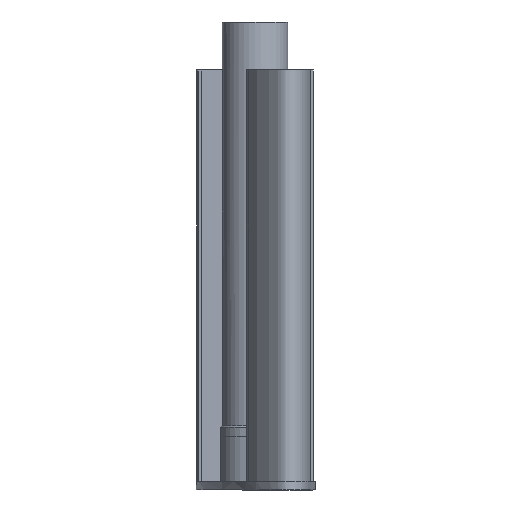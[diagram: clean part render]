
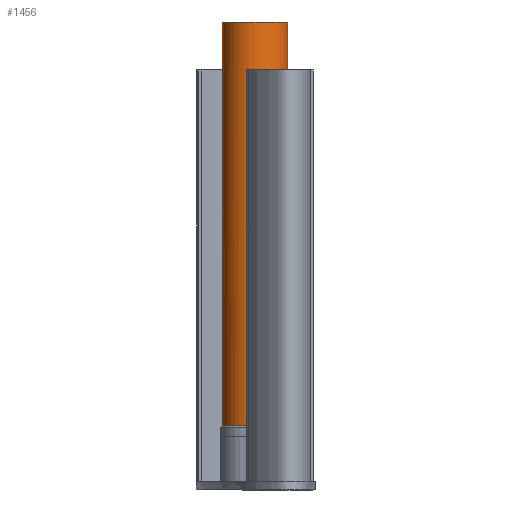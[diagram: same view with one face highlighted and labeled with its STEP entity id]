
A CAD part, left-side view. The second image highlights one B-rep face of the part: STEP entity #1456.
In plain terms, the highlighted cylindrical face has radius 11.75 mm (diameter 23.5 mm), a full revolution.
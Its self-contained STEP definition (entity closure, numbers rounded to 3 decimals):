
#150=CYLINDRICAL_SURFACE('',#1579,11.75);
#175=FACE_OUTER_BOUND('',#259,.T.);
#259=EDGE_LOOP('',(#1120,#1121,#1122,#1123,#1124,#1125,#1126,#1127,#1128,
#1129,#1130,#1131));
#366=LINE('',#2297,#501);
#382=LINE('',#2554,#517);
#385=LINE('',#2561,#520);
#386=LINE('',#2564,#521);
#387=LINE('',#2567,#522);
#501=VECTOR('',#1760,10.);
#517=VECTOR('',#1780,10.);
#520=VECTOR('',#1787,11.75);
#521=VECTOR('',#1790,10.);
#522=VECTOR('',#1793,10.);
#616=CIRCLE('',#1560,11.75);
#617=CIRCLE('',#1561,11.75);
#620=CIRCLE('',#1566,11.75);
#626=CIRCLE('',#1580,11.75);
#627=CIRCLE('',#1581,11.75);
#628=CIRCLE('',#1582,11.75);
#668=VERTEX_POINT('',#2239);
#671=VERTEX_POINT('',#2246);
#672=VERTEX_POINT('',#2250);
#675=VERTEX_POINT('',#2260);
#678=VERTEX_POINT('',#2265);
#688=VERTEX_POINT('',#2295);
#704=VERTEX_POINT('',#2553);
#706=VERTEX_POINT('',#2559);
#707=VERTEX_POINT('',#2563);
#708=VERTEX_POINT('',#2565);
#824=EDGE_CURVE('',#672,#671,#616,.T.);
#825=EDGE_CURVE('',#668,#672,#617,.T.);
#832=EDGE_CURVE('',#675,#678,#620,.T.);
#847=EDGE_CURVE('',#671,#688,#366,.T.);
#865=EDGE_CURVE('',#704,#675,#382,.T.);
#868=EDGE_CURVE('',#706,#706,#626,.T.);
#869=EDGE_CURVE('',#706,#672,#385,.T.);
#870=EDGE_CURVE('',#704,#688,#627,.T.);
#871=EDGE_CURVE('',#678,#707,#386,.T.);
#872=EDGE_CURVE('',#708,#707,#628,.T.);
#873=EDGE_CURVE('',#708,#668,#387,.T.);
#1120=ORIENTED_EDGE('',*,*,#868,.F.);
#1121=ORIENTED_EDGE('',*,*,#869,.T.);
#1122=ORIENTED_EDGE('',*,*,#824,.T.);
#1123=ORIENTED_EDGE('',*,*,#847,.T.);
#1124=ORIENTED_EDGE('',*,*,#870,.F.);
#1125=ORIENTED_EDGE('',*,*,#865,.T.);
#1126=ORIENTED_EDGE('',*,*,#832,.T.);
#1127=ORIENTED_EDGE('',*,*,#871,.T.);
#1128=ORIENTED_EDGE('',*,*,#872,.F.);
#1129=ORIENTED_EDGE('',*,*,#873,.T.);
#1130=ORIENTED_EDGE('',*,*,#825,.T.);
#1131=ORIENTED_EDGE('',*,*,#869,.F.);
#1456=ADVANCED_FACE('',(#175),#150,.T.);
#1560=AXIS2_PLACEMENT_3D('',#2251,#1713,#1714);
#1561=AXIS2_PLACEMENT_3D('',#2252,#1715,#1716);
#1566=AXIS2_PLACEMENT_3D('',#2267,#1729,#1730);
#1579=AXIS2_PLACEMENT_3D('',#2558,#1783,#1784);
#1580=AXIS2_PLACEMENT_3D('',#2560,#1785,#1786);
#1581=AXIS2_PLACEMENT_3D('',#2562,#1788,#1789);
#1582=AXIS2_PLACEMENT_3D('',#2566,#1791,#1792);
#1713=DIRECTION('center_axis',(0.,0.,1.));
#1714=DIRECTION('ref_axis',(1.,0.,0.));
#1715=DIRECTION('center_axis',(0.,0.,1.));
#1716=DIRECTION('ref_axis',(1.,0.,0.));
#1729=DIRECTION('center_axis',(0.,0.,1.));
#1730=DIRECTION('ref_axis',(1.,0.,0.));
#1760=DIRECTION('',(0.,0.,1.));
#1780=DIRECTION('',(0.,0.,-1.));
#1783=DIRECTION('center_axis',(0.,0.,1.));
#1784=DIRECTION('ref_axis',(1.,0.,0.));
#1785=DIRECTION('center_axis',(0.,0.,1.));
#1786=DIRECTION('ref_axis',(-1.,0.,0.));
#1787=DIRECTION('',(0.,0.,-1.));
#1788=DIRECTION('center_axis',(0.,0.,-1.));
#1789=DIRECTION('ref_axis',(-1.,0.,0.));
#1790=DIRECTION('',(0.,0.,1.));
#1791=DIRECTION('center_axis',(0.,0.,-1.));
#1792=DIRECTION('ref_axis',(-1.,0.,0.));
#1793=DIRECTION('',(0.,0.,-1.));
#2239=CARTESIAN_POINT('',(97.451,21.877,26.));
#2246=CARTESIAN_POINT('',(97.462,-1.532,26.));
#2250=CARTESIAN_POINT('',(86.739,10.173,26.));
#2251=CARTESIAN_POINT('Origin',(98.489,10.173,26.));
#2252=CARTESIAN_POINT('Origin',(98.489,10.173,26.));
#2260=CARTESIAN_POINT('',(98.448,-1.577,26.));
#2265=CARTESIAN_POINT('',(98.489,21.923,26.));
#2267=CARTESIAN_POINT('Origin',(98.489,10.173,26.));
#2295=CARTESIAN_POINT('',(97.462,-1.532,153.));
#2297=CARTESIAN_POINT('',(97.462,-1.532,2.));
#2553=CARTESIAN_POINT('',(98.448,-1.577,153.));
#2554=CARTESIAN_POINT('',(98.448,-1.577,2.));
#2558=CARTESIAN_POINT('Origin',(98.489,10.173,2.));
#2559=CARTESIAN_POINT('',(86.739,10.173,170.));
#2560=CARTESIAN_POINT('Origin',(98.489,10.173,170.));
#2561=CARTESIAN_POINT('',(86.739,10.173,2.));
#2562=CARTESIAN_POINT('Origin',(98.489,10.173,153.));
#2563=CARTESIAN_POINT('',(98.489,21.923,153.));
#2564=CARTESIAN_POINT('',(98.489,21.923,2.));
#2565=CARTESIAN_POINT('',(97.451,21.877,153.));
#2566=CARTESIAN_POINT('Origin',(98.489,10.173,153.));
#2567=CARTESIAN_POINT('',(97.451,21.877,2.));
